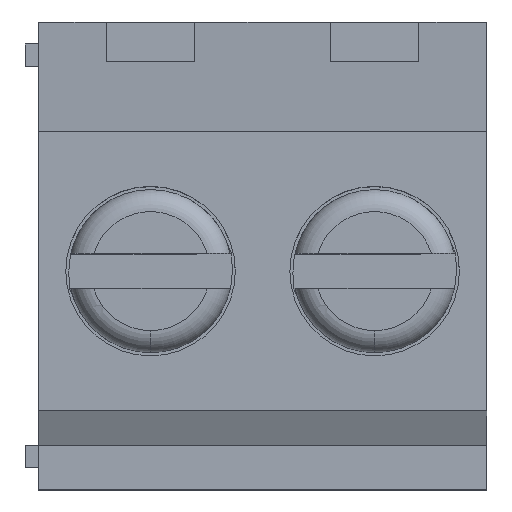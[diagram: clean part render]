
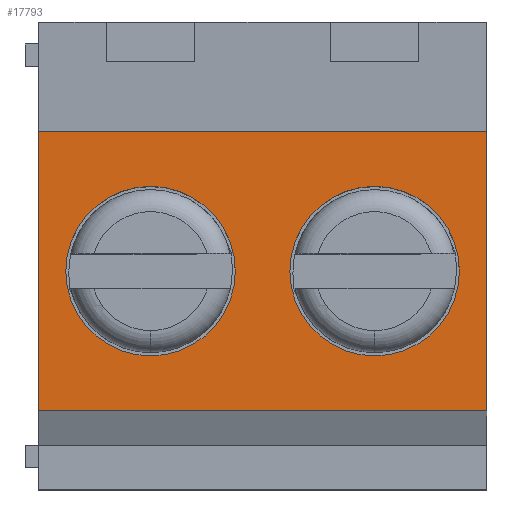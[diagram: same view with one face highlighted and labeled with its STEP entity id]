
A CAD part, top view. The second image highlights one B-rep face of the part: STEP entity #17793.
In plain terms, the highlighted planar face has unit normal (0, 0, 1).
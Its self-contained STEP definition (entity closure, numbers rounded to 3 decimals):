
#328 = CARTESIAN_POINT ( 'NONE',  ( -5.04, 2.808, 14.1 ) ) ;
#663 = ORIENTED_EDGE ( 'NONE', *, *, #11773, .F. ) ;
#913 = AXIS2_PLACEMENT_3D ( 'NONE', #5745, #5464, #4074 ) ;
#1067 = DIRECTION ( 'NONE',  ( 0., -1., 0. ) ) ;
#1166 = CARTESIAN_POINT ( 'NONE',  ( 5.12, 2.808, 14.1 ) ) ;
#1194 = AXIS2_PLACEMENT_3D ( 'NONE', #14088, #15533, #1067 ) ;
#1659 = DIRECTION ( 'NONE',  ( 0., -1., 0. ) ) ;
#2105 = ORIENTED_EDGE ( 'NONE', *, *, #14857, .F. ) ;
#2187 = FACE_OUTER_BOUND ( 'NONE', #4628, .T. ) ;
#2244 = DIRECTION ( 'NONE',  ( 0., -1., 0. ) ) ;
#2446 = CIRCLE ( 'NONE', #12690, 1.921 ) ;
#2589 = EDGE_CURVE ( 'NONE', #3374, #8280, #3716, .T. ) ;
#2620 = EDGE_CURVE ( 'NONE', #3808, #5743, #11467, .T. ) ;
#2781 = CIRCLE ( 'NONE', #913, 1.921 ) ;
#3160 = CARTESIAN_POINT ( 'NONE',  ( -2.5, -2.284, 14.1 ) ) ;
#3262 = DIRECTION ( 'NONE',  ( 0., 0., 1. ) ) ;
#3278 = EDGE_CURVE ( 'NONE', #3374, #17357, #7793, .T. ) ;
#3374 = VERTEX_POINT ( 'NONE', #4087 ) ;
#3464 = PLANE ( 'NONE',  #14059 ) ;
#3716 = LINE ( 'NONE', #1166, #7429 ) ;
#3760 = FACE_BOUND ( 'NONE', #10350, .T. ) ;
#3808 = VERTEX_POINT ( 'NONE', #3160 ) ;
#4074 = DIRECTION ( 'NONE',  ( 0., -1., 0. ) ) ;
#4087 = CARTESIAN_POINT ( 'NONE',  ( 5.12, 2.808, 14.1 ) ) ;
#4548 = DIRECTION ( 'NONE',  ( 0., -1., 0. ) ) ;
#4624 = VERTEX_POINT ( 'NONE', #11829 ) ;
#4628 = EDGE_LOOP ( 'NONE', ( #15830, #15418, #11542, #19267 ) ) ;
#4733 = CARTESIAN_POINT ( 'NONE',  ( 2.58, -0.362, 14.1 ) ) ;
#4959 = VECTOR ( 'NONE', #7959, 1000. ) ;
#5045 = LINE ( 'NONE', #18539, #4959 ) ;
#5336 = DIRECTION ( 'NONE',  ( -1., 0., 0. ) ) ;
#5464 = DIRECTION ( 'NONE',  ( 0., 0., 1. ) ) ;
#5620 = VERTEX_POINT ( 'NONE', #6525 ) ;
#5743 = VERTEX_POINT ( 'NONE', #14980 ) ;
#5745 = CARTESIAN_POINT ( 'NONE',  ( -2.5, -0.362, 14.1 ) ) ;
#5997 = VECTOR ( 'NONE', #1659, 1000. ) ;
#6243 = CARTESIAN_POINT ( 'NONE',  ( -5.04, 2.808, 14.1 ) ) ;
#6525 = CARTESIAN_POINT ( 'NONE',  ( 2.58, 1.559, 14.1 ) ) ;
#6566 = CARTESIAN_POINT ( 'NONE',  ( -5.04, -3.533, 14.1 ) ) ;
#7121 = DIRECTION ( 'NONE',  ( -1., 0., 0. ) ) ;
#7429 = VECTOR ( 'NONE', #7121, 1000. ) ;
#7434 = VECTOR ( 'NONE', #10810, 1000. ) ;
#7793 = LINE ( 'NONE', #18576, #7434 ) ;
#7959 = DIRECTION ( 'NONE',  ( -1., 0., 0. ) ) ;
#8144 = DIRECTION ( 'NONE',  ( 0., 0., -1. ) ) ;
#8280 = VERTEX_POINT ( 'NONE', #328 ) ;
#10350 = EDGE_LOOP ( 'NONE', ( #2105, #663 ) ) ;
#10382 = EDGE_CURVE ( 'NONE', #8280, #15938, #12058, .T. ) ;
#10448 = ORIENTED_EDGE ( 'NONE', *, *, #12139, .F. ) ;
#10705 = EDGE_LOOP ( 'NONE', ( #13350, #10448 ) ) ;
#10810 = DIRECTION ( 'NONE',  ( 0., -1., 0. ) ) ;
#11467 = CIRCLE ( 'NONE', #1194, 1.921 ) ;
#11542 = ORIENTED_EDGE ( 'NONE', *, *, #13064, .F. ) ;
#11773 = EDGE_CURVE ( 'NONE', #5620, #4624, #2446, .T. ) ;
#11829 = CARTESIAN_POINT ( 'NONE',  ( 2.58, -2.284, 14.1 ) ) ;
#11982 = CIRCLE ( 'NONE', #19144, 1.921 ) ;
#12058 = LINE ( 'NONE', #6243, #5997 ) ;
#12139 = EDGE_CURVE ( 'NONE', #5743, #3808, #2781, .T. ) ;
#12690 = AXIS2_PLACEMENT_3D ( 'NONE', #18382, #16928, #2244 ) ;
#12913 = CARTESIAN_POINT ( 'NONE',  ( 5.12, -3.533, 14.1 ) ) ;
#13064 = EDGE_CURVE ( 'NONE', #17357, #15938, #5045, .T. ) ;
#13350 = ORIENTED_EDGE ( 'NONE', *, *, #2620, .F. ) ;
#14059 = AXIS2_PLACEMENT_3D ( 'NONE', #15689, #8144, #5336 ) ;
#14088 = CARTESIAN_POINT ( 'NONE',  ( -2.5, -0.362, 14.1 ) ) ;
#14140 = FACE_BOUND ( 'NONE', #10705, .T. ) ;
#14857 = EDGE_CURVE ( 'NONE', #4624, #5620, #11982, .T. ) ;
#14980 = CARTESIAN_POINT ( 'NONE',  ( -2.5, 1.559, 14.1 ) ) ;
#15418 = ORIENTED_EDGE ( 'NONE', *, *, #10382, .T. ) ;
#15533 = DIRECTION ( 'NONE',  ( 0., 0., 1. ) ) ;
#15689 = CARTESIAN_POINT ( 'NONE',  ( 5.12, 2.808, 14.1 ) ) ;
#15830 = ORIENTED_EDGE ( 'NONE', *, *, #2589, .T. ) ;
#15938 = VERTEX_POINT ( 'NONE', #6566 ) ;
#16928 = DIRECTION ( 'NONE',  ( 0., 0., 1. ) ) ;
#17357 = VERTEX_POINT ( 'NONE', #12913 ) ;
#17793 = ADVANCED_FACE ( 'NONE', ( #3760, #2187, #14140 ), #3464, .F. ) ;
#18382 = CARTESIAN_POINT ( 'NONE',  ( 2.58, -0.362, 14.1 ) ) ;
#18539 = CARTESIAN_POINT ( 'NONE',  ( 5.12, -3.533, 14.1 ) ) ;
#18576 = CARTESIAN_POINT ( 'NONE',  ( 5.12, 2.808, 14.1 ) ) ;
#19144 = AXIS2_PLACEMENT_3D ( 'NONE', #4733, #3262, #4548 ) ;
#19267 = ORIENTED_EDGE ( 'NONE', *, *, #3278, .F. ) ;
